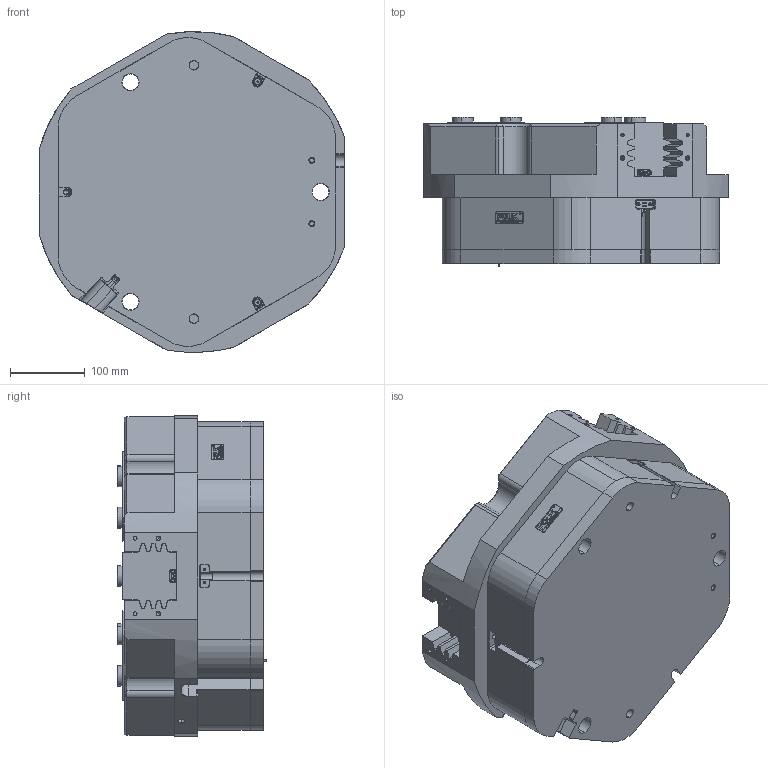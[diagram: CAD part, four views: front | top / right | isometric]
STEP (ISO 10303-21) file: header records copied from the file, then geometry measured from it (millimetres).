
FILE_DESCRIPTION (( 'STEP AP203' ), '1' );
FILE_NAME ('FZ290-430.STEP', '2025-04-02T07:56:56', ( 'USER-' ), ( 'Microsoft' ), 'SwSTEP 2.0', 'SolidWorks 2018', '' );
FILE_SCHEMA (( 'CONFIG_CONTROL_DESIGN' ));
Length unit declared in the file: millimetre
Products named in the file (12): TR300-15-1晚假蚾輸; TZT290-430-M-05 菁裔啣-1; TZT290-430-M-01 褲极-1; ﾏ擎ﾗ28｡ﾁ22｡ﾁ17; 42x16-R2.5; 电容传感器-1; 棠羲換覜ん; TZT290-430-M-02 賑輸-1; 20241226-M4 M4換覜ん揤輸; TR300-15-1晚假蚾輸-1; TZT290-430-M-06 笢猾啣-1; FZ290-430
Assembly tree (22 placements, depth 2):
  FZ290-430
    TZT290-430-M-02 賑輸-1  x3
    TZT290-430-M-05 菁裔啣-1
    电容传感器-1  x2
    TZT290-430-M-01 褲极-1
    TZT290-430-M-06 笢猾啣-1
    TR300-15-1晚假蚾輸-1  x2
    42x16-R2.5
    20241226-M4 M4換覜ん揤輸  x2
    TR300-15-1晚假蚾輸
    棠羲換覜ん  x2
    ﾏ擎ﾗ28｡ﾁ22｡ﾁ17  x6
Bounding box: 409 x 200.37 x 429.97 mm (x, y, z)
Volume: 21822803 mm3; surface area: 1211717.1 mm2
Topology: 22 solids, 23 shells, 2184 faces, 5770 edges, 3693 vertices
Faces by surface type: plane 1081, cylinder 473, bspline 379, cone 239, torus 12
Entity records: 60263 total; most frequent: CARTESIAN_POINT 19936, ORIENTED_EDGE 8476, DIRECTION 7276, EDGE_CURVE 4238, VECTOR 2782, LINE 2782, VERTEX_POINT 2741, AXIS2_PLACEMENT_3D 2247
